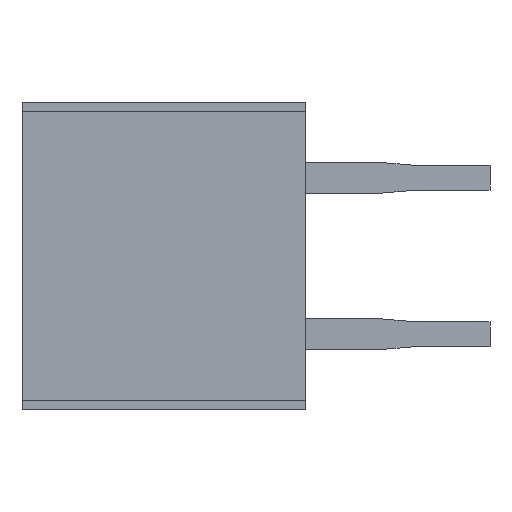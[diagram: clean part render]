
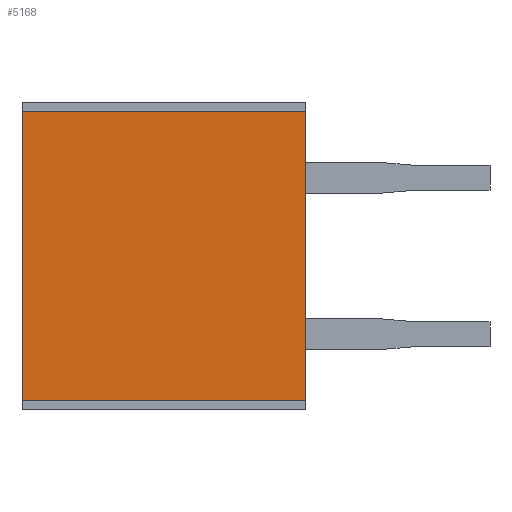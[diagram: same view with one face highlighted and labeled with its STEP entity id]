
A CAD part, left-side view. The second image highlights one B-rep face of the part: STEP entity #5168.
In plain terms, the highlighted planar face has unit normal (-1, 0, 0).
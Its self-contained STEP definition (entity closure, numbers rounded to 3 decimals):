
#2028=DIRECTION('',(0.,0.,1.));
#2029=VECTOR('',#2028,4.7);
#2030=CARTESIAN_POINT('',(-5.915,-4.6,-2.35));
#2031=LINE('',#2030,#2029);
#2266=DIRECTION('',(0.,-1.,0.));
#2267=VECTOR('',#2266,4.6);
#2268=CARTESIAN_POINT('',(-5.915,0.,-2.35));
#2269=LINE('',#2268,#2267);
#2476=DIRECTION('',(0.,0.,1.));
#2477=VECTOR('',#2476,4.7);
#2478=CARTESIAN_POINT('',(-5.915,0.,-2.35));
#2479=LINE('',#2478,#2477);
#2490=DIRECTION('',(0.,-1.,0.));
#2491=VECTOR('',#2490,4.6);
#2492=CARTESIAN_POINT('',(-5.915,0.,2.35));
#2493=LINE('',#2492,#2491);
#3184=CARTESIAN_POINT('',(-5.915,0.,-2.35));
#3185=CARTESIAN_POINT('',(-5.915,-4.6,-2.35));
#3186=VERTEX_POINT('',#3184);
#3187=VERTEX_POINT('',#3185);
#3192=CARTESIAN_POINT('',(-5.915,0.,2.35));
#3193=CARTESIAN_POINT('',(-5.915,-4.6,2.35));
#3194=VERTEX_POINT('',#3192);
#3195=VERTEX_POINT('',#3193);
#5156=CARTESIAN_POINT('',(-5.915,0.,-2.35));
#5157=DIRECTION('',(-1.,0.,0.));
#5158=DIRECTION('',(0.,-1.,0.));
#5159=AXIS2_PLACEMENT_3D('',#5156,#5157,#5158);
#5160=PLANE('',#5159);
#5161=ORIENTED_EDGE('',*,*,#4891,.F.);
#5162=ORIENTED_EDGE('',*,*,#3219,.T.);
#5164=ORIENTED_EDGE('',*,*,#5163,.T.);
#5165=ORIENTED_EDGE('',*,*,#4787,.F.);
#5166=EDGE_LOOP('',(#5161,#5162,#5164,#5165));
#5167=FACE_OUTER_BOUND('',#5166,.F.);
#5168=ADVANCED_FACE('',(#5167),#5160,.T.);
#3219=EDGE_CURVE('',#3186,#3194,#2479,.T.);
#4787=EDGE_CURVE('',#3187,#3195,#2031,.T.);
#4891=EDGE_CURVE('',#3186,#3187,#2269,.T.);
#5163=EDGE_CURVE('',#3194,#3195,#2493,.T.);
